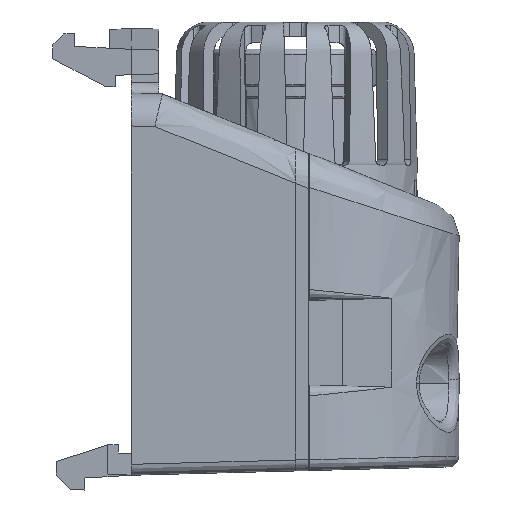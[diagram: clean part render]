
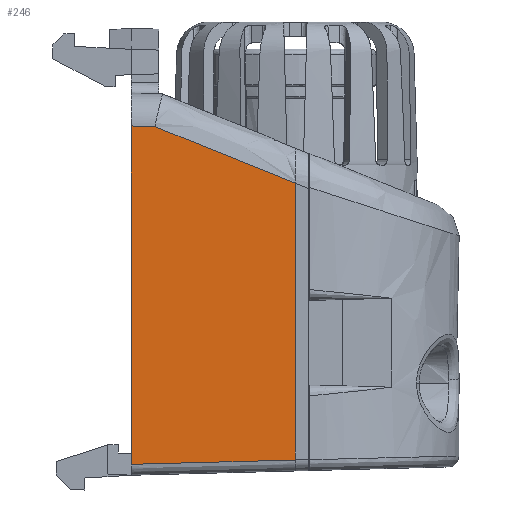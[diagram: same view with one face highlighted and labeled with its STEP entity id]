
A CAD part, left-side view. The second image highlights one B-rep face of the part: STEP entity #246.
In plain terms, the highlighted planar face has unit normal (-1, 0.026, 0).
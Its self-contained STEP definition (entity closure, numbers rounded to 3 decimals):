
#246=ADVANCED_FACE($,(#893),#8975,.T.);
#893=FACE_OUTER_BOUND($,#1541,.T.);
#1541=EDGE_LOOP($,(#2956,#2957,#2958,#2959,#2960));
#2956=ORIENTED_EDGE($,*,*,#6153,.T.);
#2957=ORIENTED_EDGE($,*,*,#5670,.F.);
#2958=ORIENTED_EDGE($,*,*,#6154,.T.);
#2959=ORIENTED_EDGE($,*,*,#6155,.T.);
#2960=ORIENTED_EDGE($,*,*,#6156,.T.);
#5670=EDGE_CURVE($,#7454,#7455,#9693,.T.);
#6153=EDGE_CURVE($,#7782,#7455,#9301,.T.);
#6154=EDGE_CURVE($,#7454,#7783,#9302,.T.);
#6155=EDGE_CURVE($,#7783,#7784,#9303,.T.);
#6156=EDGE_CURVE($,#7784,#7782,#10108,.T.);
#7454=VERTEX_POINT($,#15328);
#7455=VERTEX_POINT($,#15329);
#7782=VERTEX_POINT($,#15656);
#7783=VERTEX_POINT($,#15657);
#7784=VERTEX_POINT($,#15658);
#8975=PLANE($,#11252);
#9301=(
BOUNDED_CURVE()
B_SPLINE_CURVE(3,(#13825,#13826,#13827,#13828),.UNSPECIFIED.,.F.,.F.)
B_SPLINE_CURVE_WITH_KNOTS((4,4),(0.026,15.036),.UNSPECIFIED.)
CURVE()
GEOMETRIC_REPRESENTATION_ITEM()
RATIONAL_B_SPLINE_CURVE((1.,1.,1.,1.))
REPRESENTATION_ITEM($)
);
#9302=(
BOUNDED_CURVE()
B_SPLINE_CURVE(3,(#13829,#13830,#13831,#13832,#13833,#13834,#13835),.UNSPECIFIED.,
.F.,.F.)
B_SPLINE_CURVE_WITH_KNOTS((4,3,4),(-1.224,0.074,
12.643),.UNSPECIFIED.)
CURVE()
GEOMETRIC_REPRESENTATION_ITEM()
RATIONAL_B_SPLINE_CURVE((1.,1.,1.,1.,1.,1.,1.))
REPRESENTATION_ITEM($)
);
#9303=(
BOUNDED_CURVE()
B_SPLINE_CURVE(3,(#13836,#13837,#13838,#13839),.UNSPECIFIED.,.F.,.F.)
B_SPLINE_CURVE_WITH_KNOTS((4,4),(-2.227,-0.079),.UNSPECIFIED.)
CURVE()
GEOMETRIC_REPRESENTATION_ITEM()
RATIONAL_B_SPLINE_CURVE((1.,1.,1.,1.))
REPRESENTATION_ITEM($)
);
#9693=B_SPLINE_CURVE_WITH_KNOTS($,1,(#11965,#11966),.UNSPECIFIED.,.F.,.F.,
(2,2),(-41.35,-16.011),.UNSPECIFIED.);
#10108=B_SPLINE_CURVE_WITH_KNOTS($,1,(#13840,#13841),.UNSPECIFIED.,.F.,.F.,
(2,2),(3.035,34.016),.UNSPECIFIED.);
#11252=AXIS2_PLACEMENT_3D($,#15099,#11653,$);
#11653=DIRECTION($,(-1.,0.026,0.));
#11965=CARTESIAN_POINT($,(-47.74,17.,55.923));
#11966=CARTESIAN_POINT($,(-47.74,17.,30.585));
#13825=CARTESIAN_POINT($,(-47.347,32.,30.192));
#13826=CARTESIAN_POINT($,(-47.478,27.,30.323));
#13827=CARTESIAN_POINT($,(-47.609,22.,30.454));
#13828=CARTESIAN_POINT($,(-47.74,17.,30.585));
#13829=CARTESIAN_POINT($,(-47.74,17.,55.923));
#13830=CARTESIAN_POINT($,(-47.729,17.401,56.085));
#13831=CARTESIAN_POINT($,(-47.719,17.802,56.247));
#13832=CARTESIAN_POINT($,(-47.708,18.202,56.409));
#13833=CARTESIAN_POINT($,(-47.606,22.086,57.978));
#13834=CARTESIAN_POINT($,(-47.505,25.97,59.547));
#13835=CARTESIAN_POINT($,(-47.403,29.854,61.117));
#13836=CARTESIAN_POINT($,(-47.403,29.854,61.117));
#13837=CARTESIAN_POINT($,(-47.384,30.569,61.135));
#13838=CARTESIAN_POINT($,(-47.366,31.285,61.154));
#13839=CARTESIAN_POINT($,(-47.347,32.,61.173));
#13840=CARTESIAN_POINT($,(-47.347,32.,61.173));
#13841=CARTESIAN_POINT($,(-47.347,32.,30.192));
#15099=CARTESIAN_POINT($,(-47.343,32.15,30.192));
#15328=CARTESIAN_POINT($,(-47.74,17.,55.923));
#15329=CARTESIAN_POINT($,(-47.74,17.,30.585));
#15656=CARTESIAN_POINT($,(-47.347,32.,30.192));
#15657=CARTESIAN_POINT($,(-47.403,29.854,61.117));
#15658=CARTESIAN_POINT($,(-47.347,32.,61.173));
